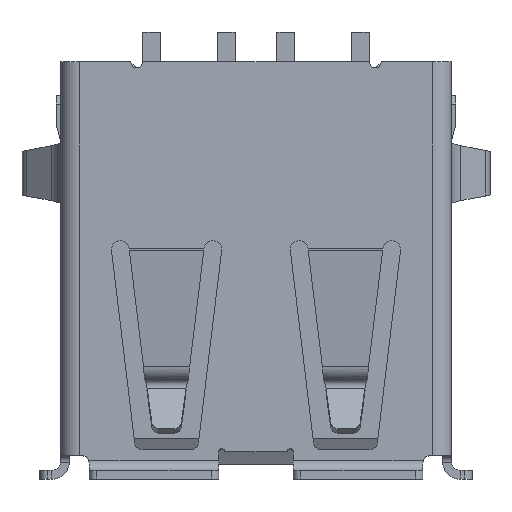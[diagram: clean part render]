
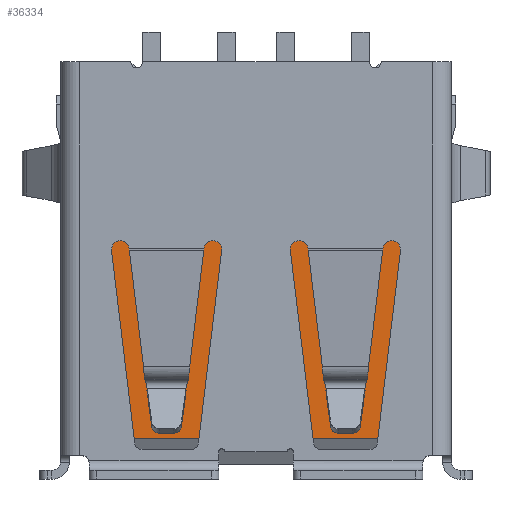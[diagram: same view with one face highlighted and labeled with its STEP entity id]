
A CAD part, top view. The second image highlights one B-rep face of the part: STEP entity #36334.
In plain terms, the highlighted planar face has unit normal (0, 0, 1).
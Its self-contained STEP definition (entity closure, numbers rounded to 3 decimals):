
#701 = DIRECTION ( 'NONE',  ( 0., 1., 0. ) ) ;
#1573 = ORIENTED_EDGE ( 'NONE', *, *, #18748, .T. ) ;
#1582 = DIRECTION ( 'NONE',  ( -1., 0., 0. ) ) ;
#1889 = VERTEX_POINT ( 'NONE', #18853 ) ;
#2119 = EDGE_CURVE ( 'NONE', #31313, #1889, #30234, .T. ) ;
#2780 = CARTESIAN_POINT ( 'NONE',  ( -6.15, -12.624, -1.02 ) ) ;
#7955 = VECTOR ( 'NONE', #701, 1000. ) ;
#8292 = EDGE_CURVE ( 'NONE', #1889, #15718, #15919, .T. ) ;
#9840 = CARTESIAN_POINT ( 'NONE',  ( 4.96, -13.49, -1.02 ) ) ;
#10608 = CARTESIAN_POINT ( 'NONE',  ( -5.5, -5.11, -1.02 ) ) ;
#10612 = ORIENTED_EDGE ( 'NONE', *, *, #2119, .T. ) ;
#12800 = EDGE_LOOP ( 'NONE', ( #10612, #22379, #12926, #1573 ) ) ;
#12926 = ORIENTED_EDGE ( 'NONE', *, *, #13320, .T. ) ;
#13320 = EDGE_CURVE ( 'NONE', #15718, #26122, #32989, .T. ) ;
#13453 = CARTESIAN_POINT ( 'NONE',  ( -5.5, -13.49, -1.02 ) ) ;
#14326 = CARTESIAN_POINT ( 'NONE',  ( -4.86, -12.624, -1.02 ) ) ;
#15011 = CARTESIAN_POINT ( 'NONE',  ( -4.86, -5.11, -1.02 ) ) ;
#15130 = DIRECTION ( 'NONE',  ( 1., 0., 0. ) ) ;
#15718 = VERTEX_POINT ( 'NONE', #19589 ) ;
#15919 = LINE ( 'NONE', #9840, #7955 ) ;
#18748 = EDGE_CURVE ( 'NONE', #26122, #31313, #32876, .T. ) ;
#18853 = CARTESIAN_POINT ( 'NONE',  ( 4.96, -12.624, -1.02 ) ) ;
#19449 = DIRECTION ( 'NONE',  ( 0., 0., -1. ) ) ;
#19589 = CARTESIAN_POINT ( 'NONE',  ( 4.96, -5.11, -1.02 ) ) ;
#20091 = DIRECTION ( 'NONE',  ( 0., -1., 0. ) ) ;
#20288 = VECTOR ( 'NONE', #1582, 1000. ) ;
#22298 = VECTOR ( 'NONE', #15130, 1000. ) ;
#22379 = ORIENTED_EDGE ( 'NONE', *, *, #8292, .T. ) ;
#24917 = VECTOR ( 'NONE', #30703, 1000. ) ;
#26122 = VERTEX_POINT ( 'NONE', #15011 ) ;
#28505 = AXIS2_PLACEMENT_3D ( 'NONE', #13453, #19449, #20091 ) ;
#30234 = LINE ( 'NONE', #2780, #22298 ) ;
#30703 = DIRECTION ( 'NONE',  ( 0., -1., 0. ) ) ;
#31313 = VERTEX_POINT ( 'NONE', #14326 ) ;
#31364 = PLANE ( 'NONE',  #28505 ) ;
#32508 = FACE_OUTER_BOUND ( 'NONE', #12800, .T. ) ;
#32876 = LINE ( 'NONE', #36904, #24917 ) ;
#32989 = LINE ( 'NONE', #10608, #20288 ) ;
#36334 = ADVANCED_FACE ( 'NONE', ( #32508 ), #31364, .F. ) ;
#36904 = CARTESIAN_POINT ( 'NONE',  ( -4.86, -13.49, -1.02 ) ) ;
